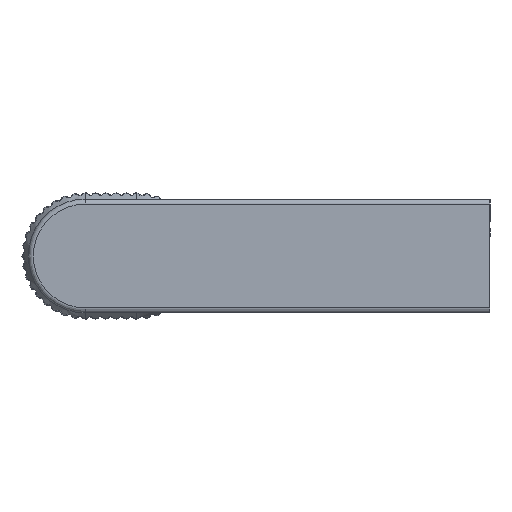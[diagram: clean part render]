
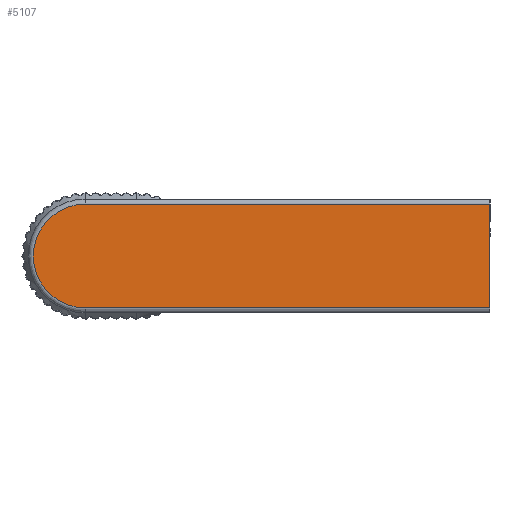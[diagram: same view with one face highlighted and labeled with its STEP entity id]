
A CAD part, left-side view. The second image highlights one B-rep face of the part: STEP entity #5107.
In plain terms, the highlighted planar face has unit normal (-1, 0, 0).
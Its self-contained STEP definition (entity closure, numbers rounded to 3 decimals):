
#304=PLANE('',#5541);
#341=FACE_OUTER_BOUND('',#696,.T.);
#696=EDGE_LOOP('',(#3381,#3382,#3383,#3384));
#1411=LINE('',#7116,#1587);
#1413=LINE('',#7123,#1589);
#1414=LINE('',#7131,#1590);
#1587=VECTOR('',#6010,10.);
#1589=VECTOR('',#6018,10.);
#1590=VECTOR('',#6029,10.);
#1763=CIRCLE('',#5534,4.1);
#2014=VERTEX_POINT('',#7113);
#2015=VERTEX_POINT('',#7115);
#2017=VERTEX_POINT('',#7121);
#2019=VERTEX_POINT('',#7126);
#2509=EDGE_CURVE('',#2014,#2015,#1411,.T.);
#2513=EDGE_CURVE('',#2017,#2014,#1413,.T.);
#2515=EDGE_CURVE('',#2019,#2017,#1763,.T.);
#2517=EDGE_CURVE('',#2019,#2015,#1414,.T.);
#3381=ORIENTED_EDGE('',*,*,#2517,.T.);
#3382=ORIENTED_EDGE('',*,*,#2509,.F.);
#3383=ORIENTED_EDGE('',*,*,#2513,.F.);
#3384=ORIENTED_EDGE('',*,*,#2515,.F.);
#5107=ADVANCED_FACE('',(#341),#304,.T.);
#5534=AXIS2_PLACEMENT_3D('',#7128,#6023,#6024);
#5541=AXIS2_PLACEMENT_3D('',#7143,#6043,#6044);
#6010=DIRECTION('',(0.,0.,-1.));
#6018=DIRECTION('',(0.,-1.,0.));
#6023=DIRECTION('center_axis',(1.,0.,0.));
#6024=DIRECTION('ref_axis',(0.,1.,0.));
#6029=DIRECTION('',(0.,-1.,0.));
#6043=DIRECTION('center_axis',(-1.,0.,0.));
#6044=DIRECTION('ref_axis',(0.,0.,1.));
#7113=CARTESIAN_POINT('',(-86.,-6.,4.1));
#7115=CARTESIAN_POINT('',(-86.,-6.,-4.1));
#7116=CARTESIAN_POINT('',(-86.,-6.,4.1));
#7121=CARTESIAN_POINT('',(-86.,26.,4.1));
#7123=CARTESIAN_POINT('',(-86.,-3.,4.1));
#7126=CARTESIAN_POINT('',(-86.,26.,-4.1));
#7128=CARTESIAN_POINT('Origin',(-86.,26.,0.));
#7131=CARTESIAN_POINT('',(-86.,-3.,-4.1));
#7143=CARTESIAN_POINT('Origin',(-86.,13.75,0.));
